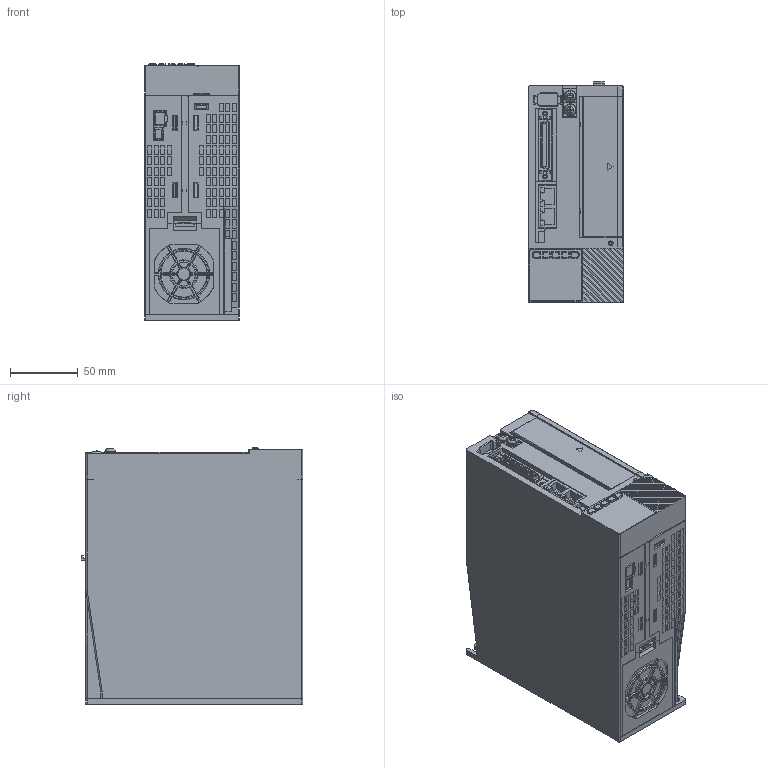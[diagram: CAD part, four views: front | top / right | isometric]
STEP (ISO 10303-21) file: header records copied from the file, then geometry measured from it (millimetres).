
FILE_DESCRIPTION((''),'2;1');
FILE_NAME('REP0004_SW0001','2021-09-03T',('Administrator'),(''),'PRO/ENGINEER BY PARAMETRIC TECHNOLOGY CORPORATION, 2010280','PRO/ENGINEER BY PARAMETRIC TECHNOLOGY CORPORATION, 2010280','');
FILE_SCHEMA(('CONFIG_CONTROL_DESIGN'));
Products named in the file (1): REP0004_SW0001
Bounding box: 70 x 163.3 x 189.3 mm (x, y, z)
Volume: 1840011.9 mm3; surface area: 267040.7 mm2
Topology: 1 solids, 2 shells, 3156 faces, 8808 edges, 5781 vertices
Faces by surface type: plane 2312, cylinder 732, cone 43, torus 40, bspline 15, sphere 12, extrusion 2
Entity records: 105608 total; most frequent: CARTESIAN_POINT 23537, ORIENTED_EDGE 17602, DIRECTION 16151, EDGE_CURVE 8801, VECTOR 7053, LINE 7051, VERTEX_POINT 5781, AXIS2_PLACEMENT_3D 4549
